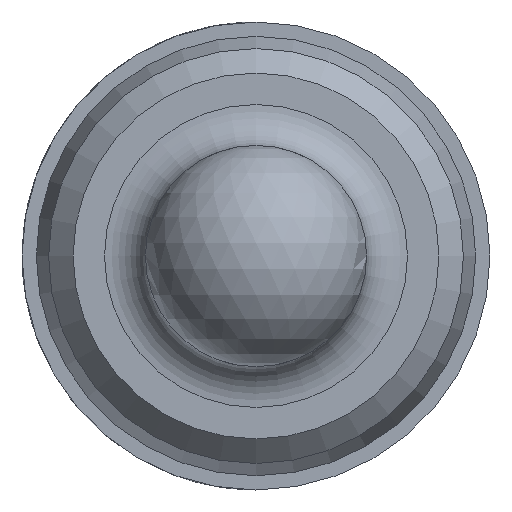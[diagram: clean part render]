
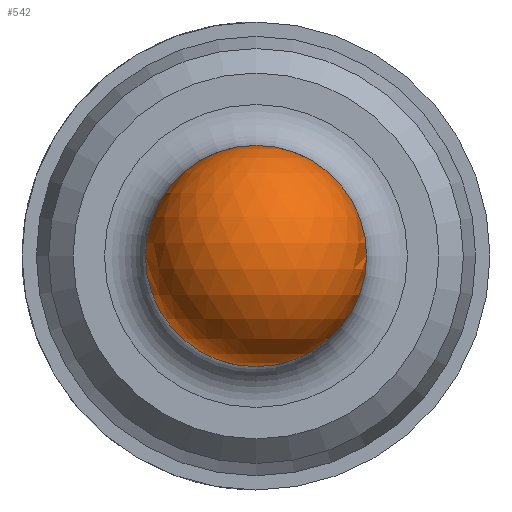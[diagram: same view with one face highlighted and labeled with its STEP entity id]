
A CAD part, left-side view. The second image highlights one B-rep face of the part: STEP entity #542.
In plain terms, the highlighted spherical face has radius 0.344 mm.
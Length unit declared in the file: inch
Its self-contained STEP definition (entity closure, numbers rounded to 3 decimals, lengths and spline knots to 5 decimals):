
#38 = DIRECTION ( 'NONE',  ( 0., 1., 0. ) ) ;
#40 = CARTESIAN_POINT ( 'NONE',  ( -0.17646, 0., 0. ) ) ;
#60 = DIRECTION ( 'NONE',  ( 0., 0., 1. ) ) ;
#135 = DIRECTION ( 'NONE',  ( 0., 1., 0. ) ) ;
#136 = DIRECTION ( 'NONE',  ( 1., 0., 0. ) ) ;
#137 = CARTESIAN_POINT ( 'NONE',  ( -0.17646, 0., 0. ) ) ;
#224 = CARTESIAN_POINT ( 'NONE',  ( -0.17646, 0.01354, 0. ) ) ;
#243 = AXIS2_PLACEMENT_3D ( 'NONE', #40, #60, #38 ) ;
#268 = AXIS2_PLACEMENT_3D ( 'NONE', #137, #136, #135 ) ;
#306 = EDGE_LOOP ( 'NONE', ( #390 ) ) ;
#390 = ORIENTED_EDGE ( 'NONE', *, *, #515, .F. ) ;
#399 = CIRCLE ( 'NONE', #268, 0.01354 ) ;
#434 = SPHERICAL_SURFACE ( 'NONE', #243, 0.01354 ) ;
#451 = VERTEX_POINT ( 'NONE', #224 ) ;
#471 = FACE_OUTER_BOUND ( 'NONE', #306, .T. ) ;
#515 = EDGE_CURVE ( 'NONE', #451, #451, #399, .T. ) ;
#542 = ADVANCED_FACE ( 'NONE', ( #471 ), #434, .T. ) ;
